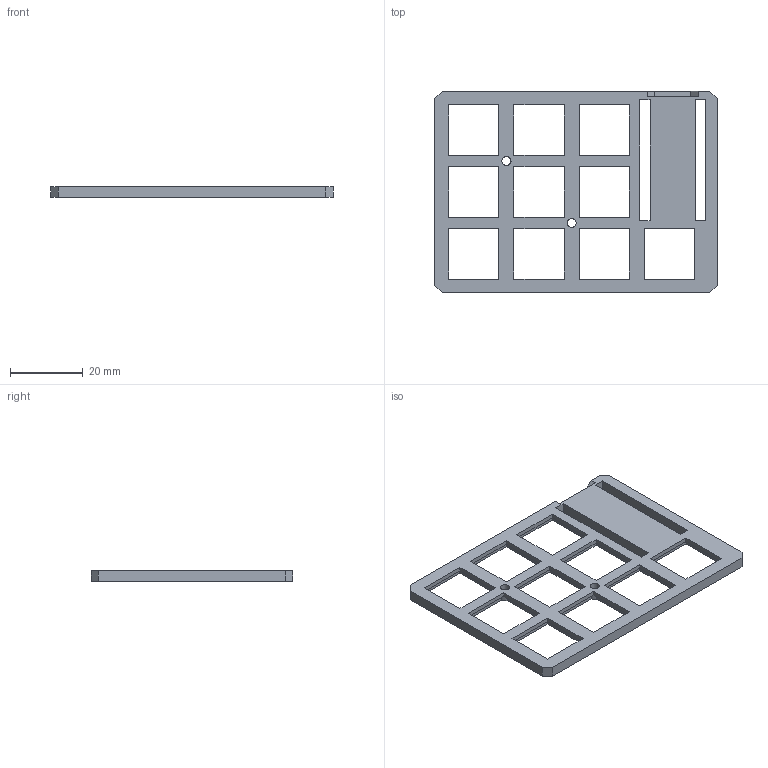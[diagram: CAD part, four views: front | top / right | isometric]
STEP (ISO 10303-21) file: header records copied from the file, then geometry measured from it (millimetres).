
FILE_DESCRIPTION(/* description */ (''),/* implementation_level */ '2;1');
FILE_NAME(/* name */ 'plate step.step',/* time_stamp */ '2025-10-04T15:21:07+02:00',/* author */ (''),/* organization */ (''),/* preprocessor_version */ 'ST-DEVELOPER v20.1',/* originating_system */ 'Autodesk Translation Framework v14.17.0.0',/* authorisation */ '');
FILE_SCHEMA (('AUTOMOTIVE_DESIGN { 1 0 10303 214 3 1 1 }'));
Length unit declared in the file: millimetre
Products named in the file (1): Choc-Corne-Plate
Bounding box: 77.51 x 55.4 x 3 mm (x, y, z)
Volume: 5462.2 mm3; surface area: 7426.4 mm2
Topology: 1 solids, 1 shells, 122 faces, 330 edges, 220 vertices
Faces by surface type: plane 112, cylinder 10
Full cylindrical faces by diameter (mm): 2.5 x2
Entity records: 3859 total; most frequent: CARTESIAN_POINT 673, ORIENTED_EDGE 660, DIRECTION 596, EDGE_CURVE 330, LINE 310, VECTOR 310, VERTEX_POINT 220, EDGE_LOOP 160
